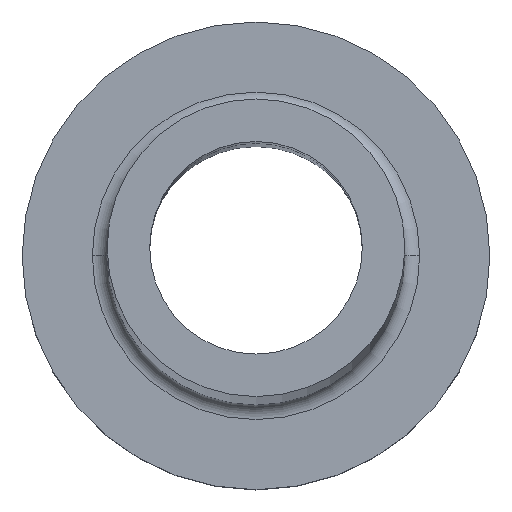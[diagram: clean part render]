
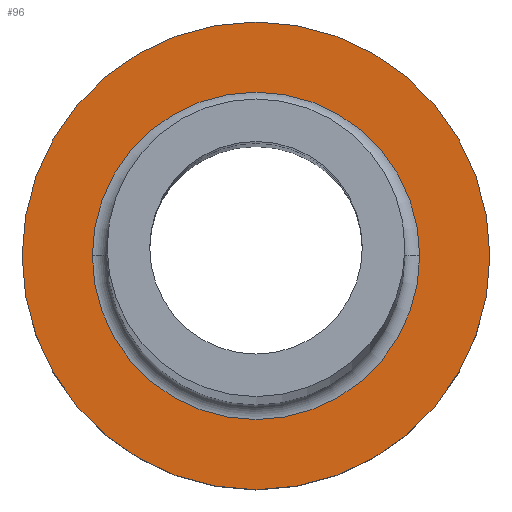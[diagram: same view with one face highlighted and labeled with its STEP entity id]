
A CAD part, top view. The second image highlights one B-rep face of the part: STEP entity #96.
In plain terms, the highlighted planar face has unit normal (0, 0, 1).
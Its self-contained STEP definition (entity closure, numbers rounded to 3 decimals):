
#21 = EDGE_LOOP ( 'NONE', ( #439, #93 ) ) ;
#34 = CARTESIAN_POINT ( 'NONE',  ( 0., 0., 7. ) ) ;
#87 = VERTEX_POINT ( 'NONE', #344 ) ;
#93 = ORIENTED_EDGE ( 'NONE', *, *, #165, .T. ) ;
#96 = ADVANCED_FACE ( 'NONE', ( #158, #310 ), #157, .T. ) ;
#98 = AXIS2_PLACEMENT_3D ( 'NONE', #119, #266, #338 ) ;
#100 = DIRECTION ( 'NONE',  ( 0., 0., -1. ) ) ;
#119 = CARTESIAN_POINT ( 'NONE',  ( 0., 0., 7. ) ) ;
#128 = DIRECTION ( 'NONE',  ( 1., 0., 0. ) ) ;
#136 = DIRECTION ( 'NONE',  ( 0., 0., -1. ) ) ;
#140 = AXIS2_PLACEMENT_3D ( 'NONE', #201, #100, #164 ) ;
#142 = AXIS2_PLACEMENT_3D ( 'NONE', #417, #136, #391 ) ;
#153 = EDGE_CURVE ( 'NONE', #87, #181, #450, .T. ) ;
#155 = CIRCLE ( 'NONE', #167, 11. ) ;
#157 = PLANE ( 'NONE',  #262 ) ;
#158 = FACE_BOUND ( 'NONE', #258, .T. ) ;
#164 = DIRECTION ( 'NONE',  ( 1., 0., 0. ) ) ;
#165 = EDGE_CURVE ( 'NONE', #405, #437, #155, .T. ) ;
#167 = AXIS2_PLACEMENT_3D ( 'NONE', #34, #422, #280 ) ;
#181 = VERTEX_POINT ( 'NONE', #416 ) ;
#201 = CARTESIAN_POINT ( 'NONE',  ( 0., 0., 7. ) ) ;
#232 = CIRCLE ( 'NONE', #98, 11. ) ;
#258 = EDGE_LOOP ( 'NONE', ( #270, #377 ) ) ;
#262 = AXIS2_PLACEMENT_3D ( 'NONE', #309, #448, #128 ) ;
#266 = DIRECTION ( 'NONE',  ( 0., 0., 1. ) ) ;
#270 = ORIENTED_EDGE ( 'NONE', *, *, #153, .T. ) ;
#272 = CIRCLE ( 'NONE', #142, 7.7 ) ;
#280 = DIRECTION ( 'NONE',  ( 1., 0., 0. ) ) ;
#296 = CARTESIAN_POINT ( 'NONE',  ( 11., 0., 7. ) ) ;
#308 = EDGE_CURVE ( 'NONE', #437, #405, #232, .T. ) ;
#309 = CARTESIAN_POINT ( 'NONE',  ( 0., 0., 7. ) ) ;
#310 = FACE_OUTER_BOUND ( 'NONE', #21, .T. ) ;
#314 = CARTESIAN_POINT ( 'NONE',  ( -11., 0., 7. ) ) ;
#338 = DIRECTION ( 'NONE',  ( 1., 0., 0. ) ) ;
#344 = CARTESIAN_POINT ( 'NONE',  ( 7.7, 0., 7. ) ) ;
#377 = ORIENTED_EDGE ( 'NONE', *, *, #453, .T. ) ;
#391 = DIRECTION ( 'NONE',  ( 1., 0., 0. ) ) ;
#405 = VERTEX_POINT ( 'NONE', #296 ) ;
#416 = CARTESIAN_POINT ( 'NONE',  ( -7.7, 0., 7. ) ) ;
#417 = CARTESIAN_POINT ( 'NONE',  ( 0., 0., 7. ) ) ;
#422 = DIRECTION ( 'NONE',  ( 0., 0., 1. ) ) ;
#437 = VERTEX_POINT ( 'NONE', #314 ) ;
#439 = ORIENTED_EDGE ( 'NONE', *, *, #308, .T. ) ;
#448 = DIRECTION ( 'NONE',  ( 0., 0., 1. ) ) ;
#450 = CIRCLE ( 'NONE', #140, 7.7 ) ;
#453 = EDGE_CURVE ( 'NONE', #181, #87, #272, .T. ) ;
